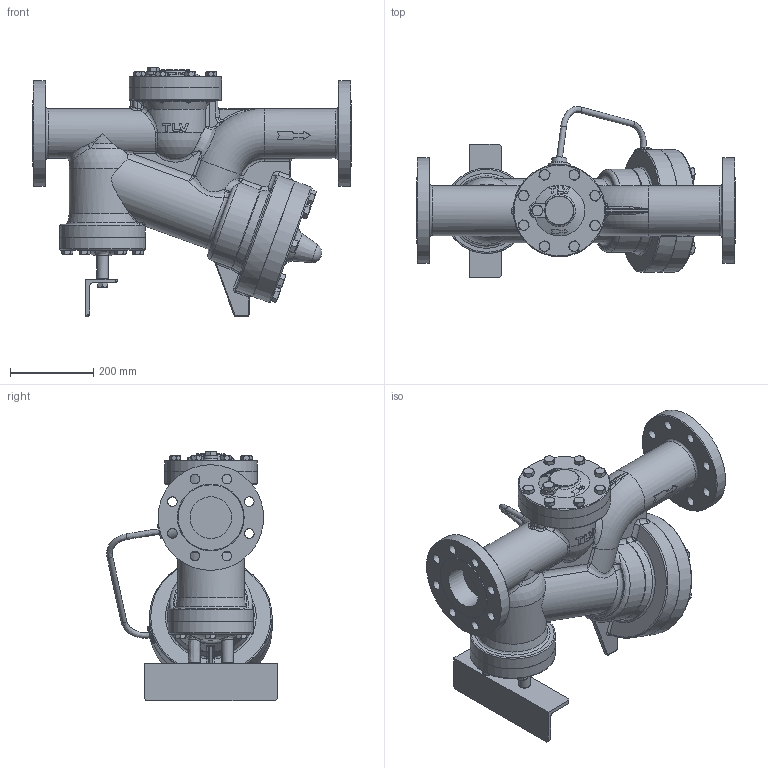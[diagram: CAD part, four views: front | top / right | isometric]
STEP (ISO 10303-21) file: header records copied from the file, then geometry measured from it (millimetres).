
FILE_DESCRIPTION((''),'2;1');
FILE_NAME('jh150-100-a0300-00.stp','2009-11-05T16:52:04',('nakaot'),(''),'Autodesk Inventor 2008','Autodesk Inventor 2008','');
FILE_SCHEMA(('AUTOMOTIVE_DESIGN { 1 0 10303 214 1 1 1 1 }'));
Length unit declared in the file: millimetre
Products named in the file (1): jh150-100-a0300-00
Bounding box: 766 x 410.57 x 599 mm (x, y, z)
Volume: 33864322.3 mm3; surface area: 1564895.6 mm2
Topology: 4 solids, 4 shells, 937 faces, 2230 edges, 1363 vertices
Faces by surface type: plane 306, bspline 276, cone 202, cylinder 127, torus 16, sphere 10
Full cylindrical faces by diameter (mm): 12 x1, 13.835 x1, 16 x16, 17.8 x1, 28 x1, 36 x1, 37 x1, 41.499 x1, 55 x1, 70 x1, 100 x2, 119.5 x1, 120 x2, 163.6 x1, 200 x1, 205 x2, 222 x2, 254 x2, 295 x1
Entity records: 52819 total; most frequent: CARTESIAN_POINT 34542, ORIENTED_EDGE 4000, DIRECTION 3327, EDGE_CURVE 2000, AXIS2_PLACEMENT_3D 1433, VERTEX_POINT 1282, EDGE_LOOP 1194, FACE_OUTER_BOUND 935
